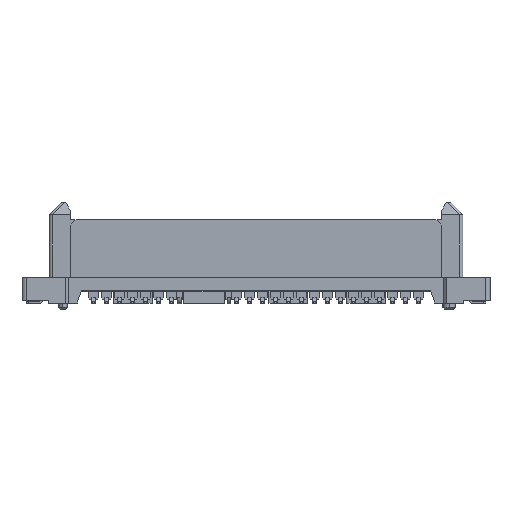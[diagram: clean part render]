
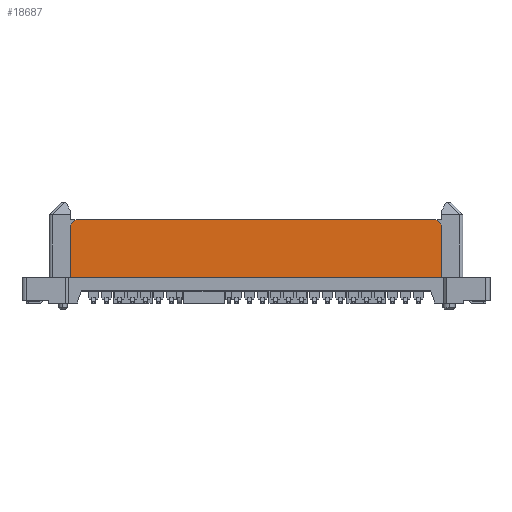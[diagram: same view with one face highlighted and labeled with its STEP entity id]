
A CAD part, top view. The second image highlights one B-rep face of the part: STEP entity #18687.
In plain terms, the highlighted planar face has unit normal (0, 0, 1).
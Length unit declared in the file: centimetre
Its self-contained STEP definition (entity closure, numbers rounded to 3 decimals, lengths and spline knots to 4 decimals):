
#4456 = DIRECTION ( 'NONE',  ( 0., -1., 0. ) ) ;
#4957 = ORIENTED_EDGE ( 'NONE', *, *, #32692, .T. ) ;
#7848 = DIRECTION ( 'NONE',  ( 0., 0., 1. ) ) ;
#8310 = VECTOR ( 'NONE', #4456, 100. ) ;
#11046 = ORIENTED_EDGE ( 'NONE', *, *, #34530, .T. ) ;
#11069 = CARTESIAN_POINT ( 'NONE',  ( 0., 0.255, 0.1825 ) ) ;
#12936 = VERTEX_POINT ( 'NONE', #50575 ) ;
#13456 = CARTESIAN_POINT ( 'NONE',  ( -1.8095, 0.255, 0.1825 ) ) ;
#14403 = LINE ( 'NONE', #23458, #39624 ) ;
#14828 = CARTESIAN_POINT ( 'NONE',  ( 1.7595, 0.815, 0.1825 ) ) ;
#16293 = FACE_OUTER_BOUND ( 'NONE', #40339, .T. ) ;
#17435 = CARTESIAN_POINT ( 'NONE',  ( 0., 0.535, 0.1825 ) ) ;
#18143 = VECTOR ( 'NONE', #44805, 100. ) ;
#18687 = ADVANCED_FACE ( 'NONE', ( #16293 ), #49073, .T. ) ;
#20688 = LINE ( 'NONE', #11069, #55504 ) ;
#20988 = CARTESIAN_POINT ( 'NONE',  ( 1.8095, 0.765, 0.1825 ) ) ;
#21016 = VERTEX_POINT ( 'NONE', #40256 ) ;
#22563 = CARTESIAN_POINT ( 'NONE',  ( 0., 0.815, 0.1825 ) ) ;
#23458 = CARTESIAN_POINT ( 'NONE',  ( -1.7595, 0.815, 0.1825 ) ) ;
#23702 = DIRECTION ( 'NONE',  ( 0., 1., 0. ) ) ;
#23804 = VERTEX_POINT ( 'NONE', #30745 ) ;
#24826 = LINE ( 'NONE', #43169, #36516 ) ;
#30745 = CARTESIAN_POINT ( 'NONE',  ( -1.8095, 0.765, 0.1825 ) ) ;
#31154 = ORIENTED_EDGE ( 'NONE', *, *, #47170, .T. ) ;
#32692 = EDGE_CURVE ( 'NONE', #21016, #37853, #36884, .T. ) ;
#33561 = CARTESIAN_POINT ( 'NONE',  ( 1.8095, 0.535, 0.1825 ) ) ;
#34345 = VERTEX_POINT ( 'NONE', #13456 ) ;
#34446 = ORIENTED_EDGE ( 'NONE', *, *, #56419, .T. ) ;
#34530 = EDGE_CURVE ( 'NONE', #23804, #34345, #59213, .T. ) ;
#35794 = DIRECTION ( 'NONE',  ( 1., 0., 0. ) ) ;
#36516 = VECTOR ( 'NONE', #57316, 100. ) ;
#36884 = LINE ( 'NONE', #33561, #38929 ) ;
#37826 = AXIS2_PLACEMENT_3D ( 'NONE', #17435, #7848, #35794 ) ;
#37853 = VERTEX_POINT ( 'NONE', #20988 ) ;
#38929 = VECTOR ( 'NONE', #23702, 100. ) ;
#39624 = VECTOR ( 'NONE', #41795, 100. ) ;
#40256 = CARTESIAN_POINT ( 'NONE',  ( 1.8095, 0.255, 0.1825 ) ) ;
#40339 = EDGE_LOOP ( 'NONE', ( #31154, #34446, #11046, #55093, #4957, #44265 ) ) ;
#41795 = DIRECTION ( 'NONE',  ( -0.707, -0.707, 0. ) ) ;
#42908 = EDGE_CURVE ( 'NONE', #37853, #53570, #24826, .T. ) ;
#43169 = CARTESIAN_POINT ( 'NONE',  ( 1.8095, 0.765, 0.1825 ) ) ;
#44265 = ORIENTED_EDGE ( 'NONE', *, *, #42908, .T. ) ;
#44805 = DIRECTION ( 'NONE',  ( -1., 0., 0. ) ) ;
#45065 = CARTESIAN_POINT ( 'NONE',  ( -1.8095, 0.535, 0.1825 ) ) ;
#46478 = EDGE_CURVE ( 'NONE', #34345, #21016, #20688, .T. ) ;
#47170 = EDGE_CURVE ( 'NONE', #53570, #12936, #57284, .T. ) ;
#49073 = PLANE ( 'NONE',  #37826 ) ;
#50575 = CARTESIAN_POINT ( 'NONE',  ( -1.7595, 0.815, 0.1825 ) ) ;
#51694 = DIRECTION ( 'NONE',  ( 1., 0., 0. ) ) ;
#53570 = VERTEX_POINT ( 'NONE', #14828 ) ;
#55093 = ORIENTED_EDGE ( 'NONE', *, *, #46478, .T. ) ;
#55504 = VECTOR ( 'NONE', #51694, 100. ) ;
#56419 = EDGE_CURVE ( 'NONE', #12936, #23804, #14403, .T. ) ;
#57284 = LINE ( 'NONE', #22563, #18143 ) ;
#57316 = DIRECTION ( 'NONE',  ( -0.707, 0.707, 0. ) ) ;
#59213 = LINE ( 'NONE', #45065, #8310 ) ;
